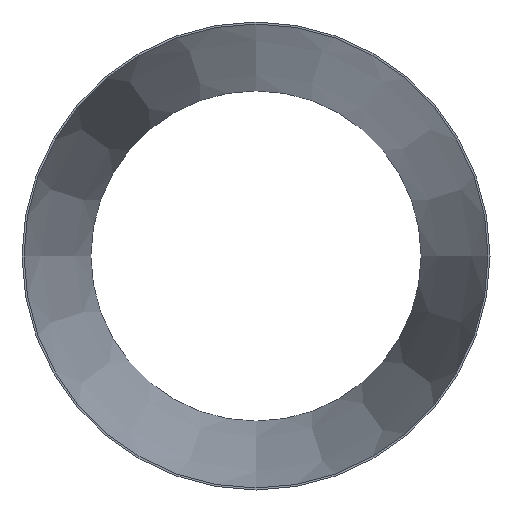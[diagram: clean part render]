
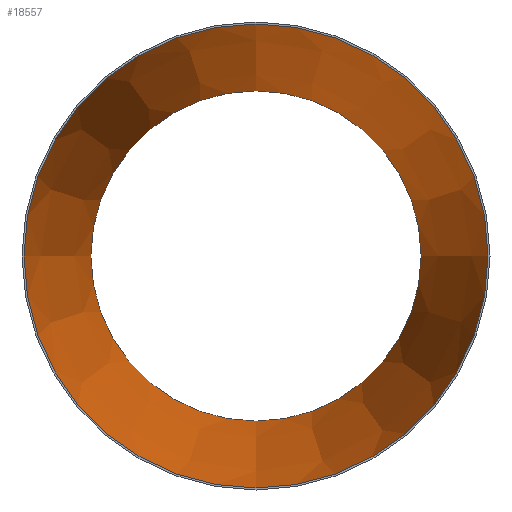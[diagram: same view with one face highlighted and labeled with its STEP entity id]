
A CAD part, front view. The second image highlights one B-rep face of the part: STEP entity #18557.
In plain terms, the highlighted conical face has half-angle 9.456 degrees and reference radius 352.559 mm.
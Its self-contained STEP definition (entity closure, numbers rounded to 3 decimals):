
#3129 = CIRCLE ( 'NONE', #33163, 352.559 ) ;
#4007 = FACE_BOUND ( 'NONE', #41216, .T. ) ;
#4883 = CIRCLE ( 'NONE', #40806, 250.959 ) ;
#5271 = ORIENTED_EDGE ( 'NONE', *, *, #28599, .T. ) ;
#5328 = EDGE_CURVE ( 'NONE', #41053, #41053, #4883, .T. ) ;
#7891 = FACE_OUTER_BOUND ( 'NONE', #13885, .T. ) ;
#8634 = DIRECTION ( 'NONE',  ( 0., -1., 0. ) ) ;
#12789 = CARTESIAN_POINT ( 'NONE',  ( 0., 610., -250.959 ) ) ;
#13736 = DIRECTION ( 'NONE',  ( 0., -1., 0. ) ) ;
#13885 = EDGE_LOOP ( 'NONE', ( #5271 ) ) ;
#18557 = ADVANCED_FACE ( 'NONE', ( #4007, #7891 ), #42634, .F. ) ;
#20081 = CARTESIAN_POINT ( 'NONE',  ( 0., 0., -352.559 ) ) ;
#22358 = CARTESIAN_POINT ( 'NONE',  ( 0., 0., 0. ) ) ;
#23519 = AXIS2_PLACEMENT_3D ( 'NONE', #28983, #35888, #25094 ) ;
#25094 = DIRECTION ( 'NONE',  ( 0., 0., -1. ) ) ;
#27900 = ORIENTED_EDGE ( 'NONE', *, *, #5328, .F. ) ;
#28599 = EDGE_CURVE ( 'NONE', #40364, #40364, #3129, .T. ) ;
#28983 = CARTESIAN_POINT ( 'NONE',  ( 0., 0., 0. ) ) ;
#33163 = AXIS2_PLACEMENT_3D ( 'NONE', #22358, #8634, #33401 ) ;
#33401 = DIRECTION ( 'NONE',  ( 0., 0., -1. ) ) ;
#35888 = DIRECTION ( 'NONE',  ( 0., -1., 0. ) ) ;
#40243 = CARTESIAN_POINT ( 'NONE',  ( 0., 610., 0. ) ) ;
#40364 = VERTEX_POINT ( 'NONE', #20081 ) ;
#40806 = AXIS2_PLACEMENT_3D ( 'NONE', #40243, #13736, #44934 ) ;
#41053 = VERTEX_POINT ( 'NONE', #12789 ) ;
#41216 = EDGE_LOOP ( 'NONE', ( #27900 ) ) ;
#42634 = CONICAL_SURFACE ( 'NONE', #23519, 352.559, 0.165 ) ;
#44934 = DIRECTION ( 'NONE',  ( 0., 0., -1. ) ) ;
